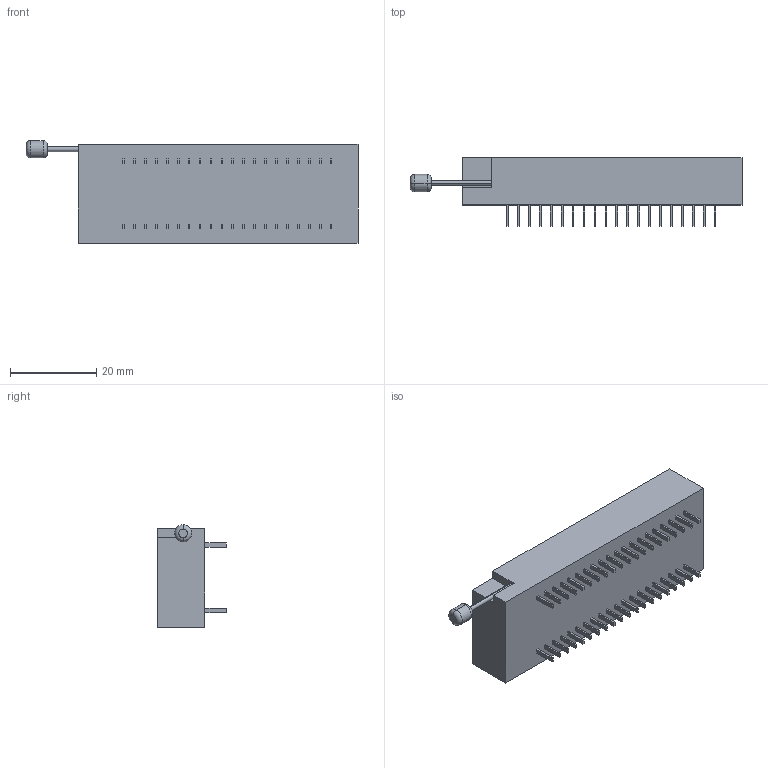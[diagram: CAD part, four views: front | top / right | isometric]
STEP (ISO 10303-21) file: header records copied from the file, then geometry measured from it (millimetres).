
FILE_DESCRIPTION (( 'STEP AP214' ), '1' );
FILE_NAME ('ZIDEFAU1209195598159.step', '2006-12-10T00:06:01', ( 'SysAdmin' ), ( 'SolidWorks' ), 'SwSTEP 2.0', 'SolidWorks 2007', '' );
FILE_SCHEMA (( 'AUTOMOTIVE_DESIGN' ));
Length unit declared in the file: millimetre
Products named in the file (1): ZIDEFAU1209195598159
Bounding box: 77.19 x 16 x 23.87 mm (x, y, z)
Volume: 15379.9 mm3; surface area: 7049.6 mm2
Topology: 1 solids, 1 shells, 419 faces, 1001 edges, 666 vertices
Faces by surface type: plane 411, torus 4, cylinder 4
Entity records: 16511 total; most frequent: CARTESIAN_POINT 2087, ORIENTED_EDGE 2002, DIRECTION 1857, EDGE_CURVE 1001, VECTOR 985, LINE 985, VERTEX_POINT 666, EDGE_LOOP 501
